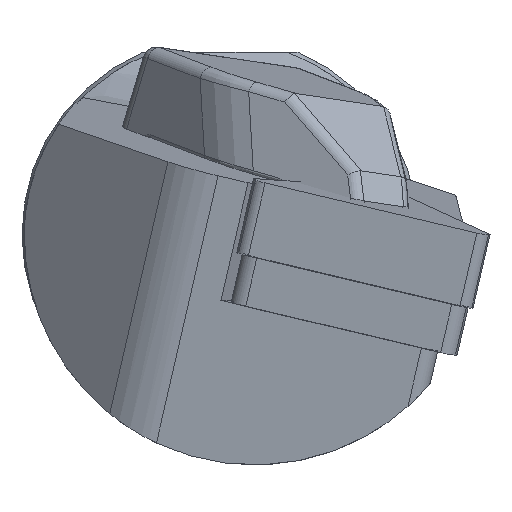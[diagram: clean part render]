
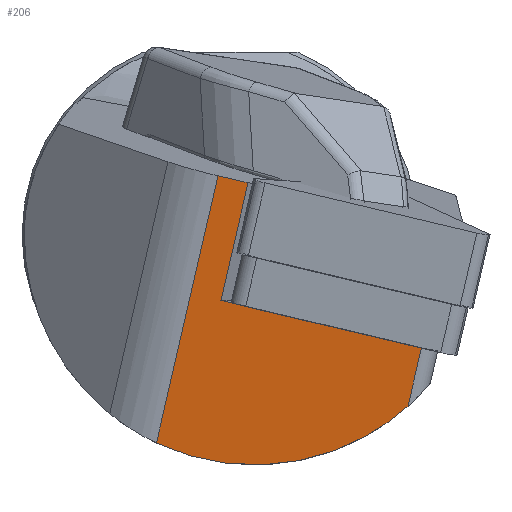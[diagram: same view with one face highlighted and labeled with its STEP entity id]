
A CAD part, left-side view. The second image highlights one B-rep face of the part: STEP entity #206.
In plain terms, the highlighted planar face has unit normal (-0.993, 0.074, -0.09).
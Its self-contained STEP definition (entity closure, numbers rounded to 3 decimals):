
#162=ELLIPSE('',#1723,14.599,14.5);
#206=ADVANCED_FACE('',(#343),#306,.F.);
#306=PLANE('',#1724);
#343=FACE_OUTER_BOUND('',#435,.T.);
#435=EDGE_LOOP('',(#810,#811,#812,#813,#814,#815,#816));
#541=LINE('',#2405,#655);
#551=LINE('',#2487,#665);
#555=LINE('',#2511,#669);
#560=LINE('',#2549,#674);
#561=LINE('',#2550,#675);
#562=LINE('',#2553,#676);
#655=VECTOR('',#1904,1.);
#665=VECTOR('',#1932,1.);
#669=VECTOR('',#1942,1.);
#674=VECTOR('',#1953,1.);
#675=VECTOR('',#1954,1.);
#676=VECTOR('',#1957,1.);
#810=ORIENTED_EDGE('',*,*,#1410,.F.);
#811=ORIENTED_EDGE('',*,*,#1448,.F.);
#812=ORIENTED_EDGE('',*,*,#1433,.F.);
#813=ORIENTED_EDGE('',*,*,#1449,.F.);
#814=ORIENTED_EDGE('',*,*,#1450,.T.);
#815=ORIENTED_EDGE('',*,*,#1440,.T.);
#816=ORIENTED_EDGE('',*,*,#1451,.F.);
#1253=VERTEX_POINT('',#2402);
#1254=VERTEX_POINT('',#2404);
#1277=VERTEX_POINT('',#2486);
#1278=VERTEX_POINT('',#2488);
#1283=VERTEX_POINT('',#2509);
#1285=VERTEX_POINT('',#2512);
#1290=VERTEX_POINT('',#2551);
#1410=EDGE_CURVE('',#1254,#1253,#541,.T.);
#1433=EDGE_CURVE('',#1277,#1278,#551,.T.);
#1440=EDGE_CURVE('',#1285,#1283,#555,.T.);
#1448=EDGE_CURVE('',#1278,#1254,#560,.T.);
#1449=EDGE_CURVE('',#1290,#1277,#561,.T.);
#1450=EDGE_CURVE('',#1290,#1285,#162,.T.);
#1451=EDGE_CURVE('',#1253,#1283,#562,.T.);
#1723=AXIS2_PLACEMENT_3D('',#2552,#1955,#1956);
#1724=AXIS2_PLACEMENT_3D('',#2554,#1958,#1959);
#1904=DIRECTION('',(-0.051,-0.972,-0.23));
#1932=DIRECTION('',(-0.051,-0.972,-0.23));
#1942=DIRECTION('',(-0.105,-0.224,0.969));
#1953=DIRECTION('',(0.105,0.224,-0.969));
#1954=DIRECTION('',(-0.105,-0.224,0.969));
#1955=DIRECTION('',(-0.993,0.074,-0.09));
#1956=DIRECTION('',(0.116,0.628,-0.769));
#1957=DIRECTION('',(-0.051,-0.972,-0.23));
#1958=DIRECTION('',(0.993,-0.074,0.09));
#1959=DIRECTION('',(0.09,0.,-0.996));
#2402=CARTESIAN_POINT('',(2.07,-1.029,-4.358));
#2404=CARTESIAN_POINT('',(2.122,-0.041,-4.124));
#2405=CARTESIAN_POINT('',(1.457,-12.681,-7.114));
#2486=CARTESIAN_POINT('',(1.423,0.14,3.726));
#2487=CARTESIAN_POINT('',(0.658,-14.39,0.289));
#2488=CARTESIAN_POINT('',(1.324,-1.75,3.279));
#2509=CARTESIAN_POINT('',(1.457,-12.681,-7.114));
#2511=CARTESIAN_POINT('',(3.763,-7.746,-28.491));
#2512=CARTESIAN_POINT('',(1.854,-11.831,-10.795));
#2549=CARTESIAN_POINT('',(4.428,4.894,-25.501));
#2550=CARTESIAN_POINT('',(4.528,6.784,-25.054));
#2551=CARTESIAN_POINT('',(3.24,4.029,-13.118));
#2552=CARTESIAN_POINT('',(1.592,-2.15,0.));
#2553=CARTESIAN_POINT('',(1.457,-12.681,-7.114));
#2554=CARTESIAN_POINT('',(3.763,-7.746,-28.491));
